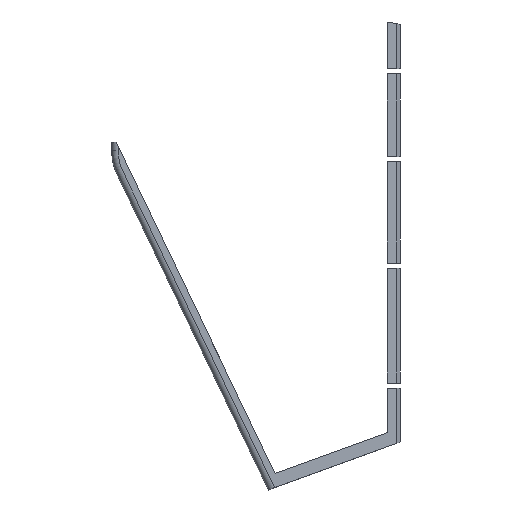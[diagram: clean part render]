
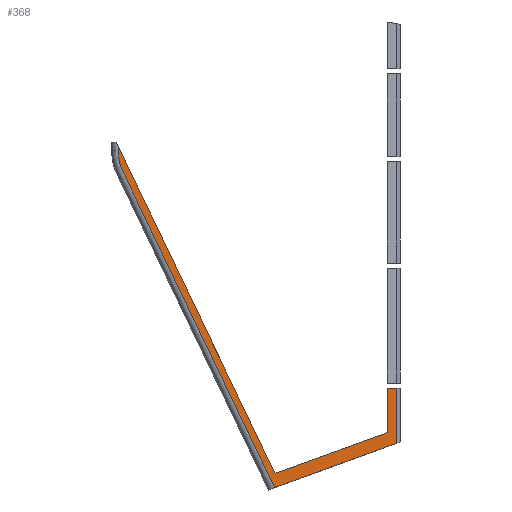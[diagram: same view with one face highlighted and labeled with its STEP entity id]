
A CAD part, top view. The second image highlights one B-rep face of the part: STEP entity #368.
In plain terms, the highlighted planar face has unit normal (0, 0, 1).
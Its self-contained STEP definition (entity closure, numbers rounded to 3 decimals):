
#43=CARTESIAN_POINT('Vertex',(6.,-3.761,6.)) ;
#64=CARTESIAN_POINT('Vertex',(6.,-7.63,6.)) ;
#67=CARTESIAN_POINT('Line Origine',(6.,-156.5,6.)) ;
#108=CARTESIAN_POINT('Line Origine',(76.558,-150.882,6.)) ;
#112=CARTESIAN_POINT('Vertex',(147.117,-298.004,6.)) ;
#140=CARTESIAN_POINT('Line Origine',(197.558,-279.644,6.)) ;
#144=CARTESIAN_POINT('Vertex',(248.,-261.285,6.)) ;
#171=CARTESIAN_POINT('Line Origine',(248.,-241.268,6.)) ;
#175=CARTESIAN_POINT('Vertex',(248.,-221.25,6.)) ;
#209=CARTESIAN_POINT('Vertex',(146.665,-310.938,6.)) ;
#214=CARTESIAN_POINT('Line Origine',(72.598,-156.5,6.)) ;
#218=CARTESIAN_POINT('Vertex',(10.327,-26.657,6.)) ;
#245=CARTESIAN_POINT('Axis2P3D Location',(50.,-7.63,6.)) ;
#308=CARTESIAN_POINT('Vertex',(256.536,-221.25,6.)) ;
#311=CARTESIAN_POINT('Line Origine',(252.268,-221.25,6.)) ;
#332=CARTESIAN_POINT('Vertex',(256.536,-270.948,6.)) ;
#335=CARTESIAN_POINT('Line Origine',(201.601,-290.943,6.)) ;
#347=CARTESIAN_POINT('Axis2P3D Location',(0.,0.,6.)) ;
#352=CARTESIAN_POINT('Line Origine',(256.536,-246.099,6.)) ;
#69=VECTOR('Line Direction',#68,1.) ;
#110=VECTOR('Line Direction',#109,1.) ;
#142=VECTOR('Line Direction',#141,1.) ;
#173=VECTOR('Line Direction',#172,1.) ;
#216=VECTOR('Line Direction',#215,1.) ;
#313=VECTOR('Line Direction',#312,1.) ;
#337=VECTOR('Line Direction',#336,1.) ;
#354=VECTOR('Line Direction',#353,1.) ;
#68=DIRECTION('Vector Direction',(0.,-1.,0.)) ;
#109=DIRECTION('Vector Direction',(-0.432,0.902,0.)) ;
#141=DIRECTION('Vector Direction',(-0.94,-0.342,0.)) ;
#172=DIRECTION('Vector Direction',(0.,-1.,0.)) ;
#215=DIRECTION('Vector Direction',(0.432,-0.902,0.)) ;
#246=DIRECTION('Axis2P3D Direction',(0.,-0.,-1.)) ;
#312=DIRECTION('Vector Direction',(1.,0.,0.)) ;
#336=DIRECTION('Vector Direction',(-0.94,-0.342,0.)) ;
#348=DIRECTION('Axis2P3D Direction',(0.,0.,-1.)) ;
#349=DIRECTION('Axis2P3D XDirection',(1.,0.,0.)) ;
#353=DIRECTION('Vector Direction',(0.,1.,0.)) ;
#247=AXIS2_PLACEMENT_3D('Circle Axis2P3D',#245,#246,$) ;
#350=AXIS2_PLACEMENT_3D('Plane Axis2P3D',#347,#348,#349) ;
#70=LINE('Line',#67,#69) ;
#111=LINE('Line',#108,#110) ;
#143=LINE('Line',#140,#142) ;
#174=LINE('Line',#171,#173) ;
#217=LINE('Line',#214,#216) ;
#314=LINE('Line',#311,#313) ;
#338=LINE('Line',#335,#337) ;
#355=LINE('Line',#352,#354) ;
#248=CIRCLE('generated circle',#247,44.) ;
#351=PLANE('',#350) ;
#71=EDGE_CURVE('',#65,#44,#70,.F.) ;
#114=EDGE_CURVE('',#44,#113,#111,.F.) ;
#146=EDGE_CURVE('',#113,#145,#143,.F.) ;
#177=EDGE_CURVE('',#145,#176,#174,.F.) ;
#220=EDGE_CURVE('',#210,#219,#217,.F.) ;
#249=EDGE_CURVE('',#219,#65,#248,.T.) ;
#315=EDGE_CURVE('',#176,#309,#314,.T.) ;
#339=EDGE_CURVE('',#333,#210,#338,.T.) ;
#356=EDGE_CURVE('',#309,#333,#355,.F.) ;
#358=ORIENTED_EDGE('',*,*,#356,.F.) ;
#359=ORIENTED_EDGE('',*,*,#315,.F.) ;
#360=ORIENTED_EDGE('',*,*,#177,.F.) ;
#361=ORIENTED_EDGE('',*,*,#146,.F.) ;
#362=ORIENTED_EDGE('',*,*,#114,.F.) ;
#363=ORIENTED_EDGE('',*,*,#71,.F.) ;
#364=ORIENTED_EDGE('',*,*,#249,.F.) ;
#365=ORIENTED_EDGE('',*,*,#220,.F.) ;
#366=ORIENTED_EDGE('',*,*,#339,.F.) ;
#357=EDGE_LOOP('',(#358,#359,#360,#361,#362,#363,#364,#365,#366)) ;
#44=VERTEX_POINT('',#43) ;
#65=VERTEX_POINT('',#64) ;
#113=VERTEX_POINT('',#112) ;
#145=VERTEX_POINT('',#144) ;
#176=VERTEX_POINT('',#175) ;
#210=VERTEX_POINT('',#209) ;
#219=VERTEX_POINT('',#218) ;
#309=VERTEX_POINT('',#308) ;
#333=VERTEX_POINT('',#332) ;
#368=ADVANCED_FACE('PartBody',(#367),#351,.F.) ;
#367=FACE_OUTER_BOUND('',#357,.T.) ;
